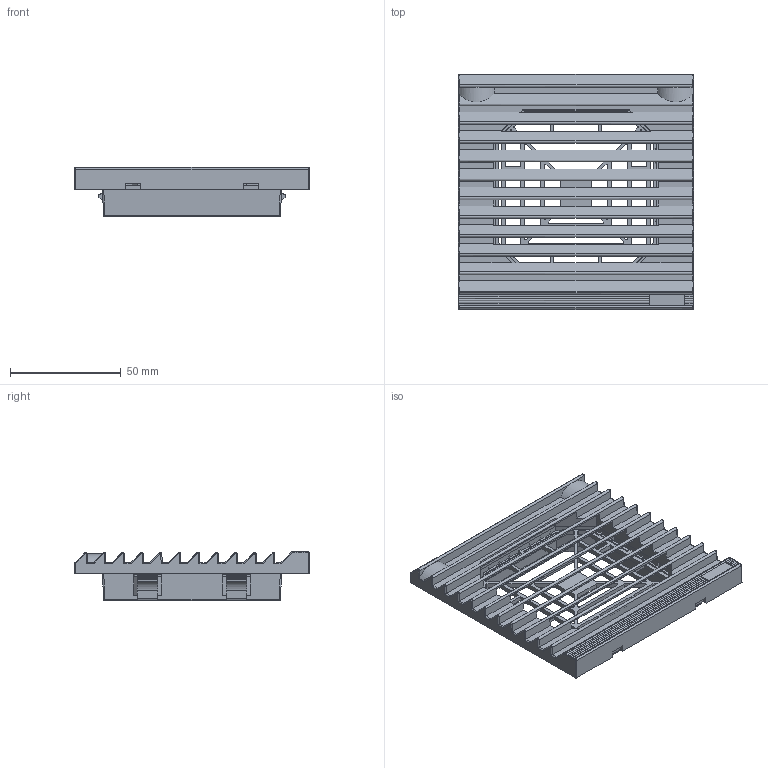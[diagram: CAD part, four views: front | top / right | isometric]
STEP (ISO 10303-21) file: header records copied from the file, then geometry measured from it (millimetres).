
FILE_DESCRIPTION (( 'STEP AP203' ), '1' );
FILE_NAME ('LFG80.stp', '2021-01-14T21:19:53', ( '' ), ( '' ), 'SwSTEP 2.0', 'SolidWorks 2018', '' );
FILE_SCHEMA (( 'CONFIG_CONTROL_DESIGN' ));
Length unit declared in the file: millimetre
Products named in the file (1): LFG80
Bounding box: 106.2 x 106.2 x 22.2 mm (x, y, z)
Volume: 50025.5 mm3; surface area: 66903.2 mm2
Topology: 2 solids, 2 shells, 862 faces, 2443 edges, 1562 vertices
Faces by surface type: plane 586, cylinder 236, bspline 34, sphere 6
Entity records: 31523 total; most frequent: CARTESIAN_POINT 9678, ORIENTED_EDGE 4886, DIRECTION 3986, EDGE_CURVE 2443, VECTOR 1764, LINE 1764, VERTEX_POINT 1562, AXIS2_PLACEMENT_3D 1111
